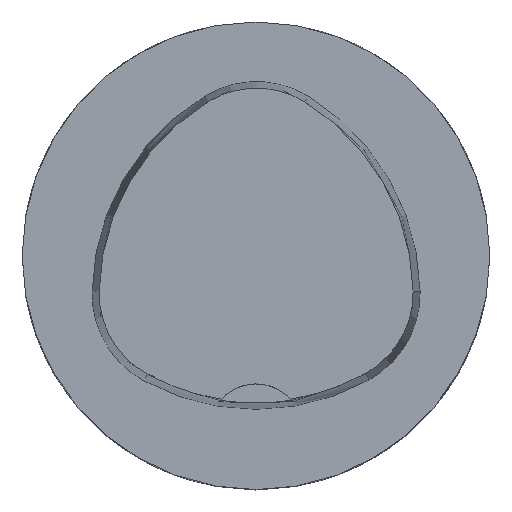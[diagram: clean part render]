
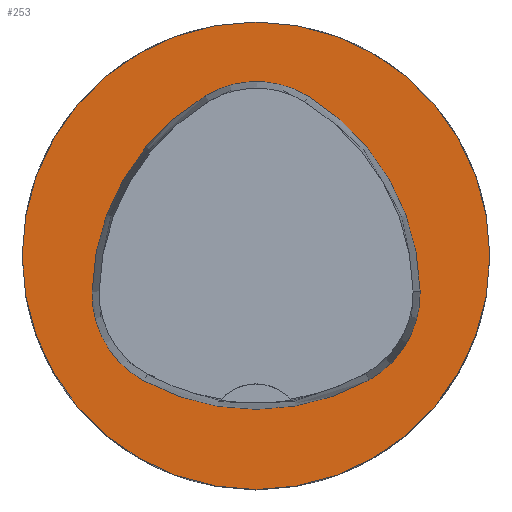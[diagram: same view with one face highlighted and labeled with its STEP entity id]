
A CAD part, top view. The second image highlights one B-rep face of the part: STEP entity #253.
In plain terms, the highlighted planar face has unit normal (0, 0, 1).
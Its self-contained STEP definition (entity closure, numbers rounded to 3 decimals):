
#253=ADVANCED_FACE('',(#485,#486),#306,.T.);
#306=PLANE('',#1379);
#485=FACE_BOUND('',#544,.T.);
#486=FACE_BOUND('',#545,.T.);
#544=EDGE_LOOP('',(#753,#754,#755,#756,#757,#758));
#545=EDGE_LOOP('',(#759));
#753=ORIENTED_EDGE('',*,*,#1124,.F.);
#754=ORIENTED_EDGE('',*,*,#1119,.F.);
#755=ORIENTED_EDGE('',*,*,#1114,.F.);
#756=ORIENTED_EDGE('',*,*,#1111,.F.);
#757=ORIENTED_EDGE('',*,*,#1108,.F.);
#758=ORIENTED_EDGE('',*,*,#1104,.F.);
#759=ORIENTED_EDGE('',*,*,#1127,.T.);
#977=VERTEX_POINT('',#2134);
#978=VERTEX_POINT('',#2135);
#981=VERTEX_POINT('',#2143);
#983=VERTEX_POINT('',#2149);
#985=VERTEX_POINT('',#2155);
#989=VERTEX_POINT('',#2168);
#993=VERTEX_POINT('',#2186);
#1104=EDGE_CURVE('',#977,#978,#1203,.T.);
#1108=EDGE_CURVE('',#978,#981,#1205,.T.);
#1111=EDGE_CURVE('',#981,#983,#1207,.T.);
#1114=EDGE_CURVE('',#983,#985,#1209,.T.);
#1119=EDGE_CURVE('',#985,#989,#1212,.T.);
#1124=EDGE_CURVE('',#989,#977,#1215,.T.);
#1127=EDGE_CURVE('',#993,#993,#1218,.T.);
#1203=CIRCLE('',#1356,20.);
#1205=CIRCLE('',#1359,8.5);
#1207=CIRCLE('',#1362,20.);
#1209=CIRCLE('',#1365,8.5);
#1212=CIRCLE('',#1369,20.);
#1215=CIRCLE('',#1373,8.5);
#1218=CIRCLE('',#1378,20.);
#1356=AXIS2_PLACEMENT_3D('',#2133,#1608,#1609);
#1359=AXIS2_PLACEMENT_3D('',#2142,#1616,#1617);
#1362=AXIS2_PLACEMENT_3D('',#2148,#1623,#1624);
#1365=AXIS2_PLACEMENT_3D('',#2154,#1630,#1631);
#1369=AXIS2_PLACEMENT_3D('',#2167,#1639,#1640);
#1373=AXIS2_PLACEMENT_3D('',#2180,#1648,#1649);
#1378=AXIS2_PLACEMENT_3D('',#2185,#1658,#1659);
#1379=AXIS2_PLACEMENT_3D('',#2187,#1660,#1661);
#1608=DIRECTION('',(0.,0.,1.));
#1609=DIRECTION('',(1.,0.,0.));
#1616=DIRECTION('',(0.,0.,1.));
#1617=DIRECTION('',(1.,0.,0.));
#1623=DIRECTION('',(0.,0.,1.));
#1624=DIRECTION('',(1.,0.,0.));
#1630=DIRECTION('',(0.,0.,1.));
#1631=DIRECTION('',(1.,0.,0.));
#1639=DIRECTION('',(0.,0.,1.));
#1640=DIRECTION('',(1.,0.,0.));
#1648=DIRECTION('',(0.,0.,1.));
#1649=DIRECTION('',(1.,0.,0.));
#1658=DIRECTION('',(0.,0.,1.));
#1659=DIRECTION('',(1.,0.,0.));
#1660=DIRECTION('',(0.,0.,1.));
#1661=DIRECTION('',(-1.,0.,0.));
#2133=CARTESIAN_POINT('',(-5.955,-3.414,0.));
#2134=CARTESIAN_POINT('',(14.041,-3.042,0.));
#2135=CARTESIAN_POINT('',(4.472,13.653,0.));
#2142=CARTESIAN_POINT('',(0.04,6.4,0.));
#2143=CARTESIAN_POINT('',(-4.347,13.68,0.));
#2148=CARTESIAN_POINT('',(5.976,-3.45,0.));
#2149=CARTESIAN_POINT('',(-14.021,-3.075,0.));
#2154=CARTESIAN_POINT('',(-5.522,-3.235,0.));
#2155=CARTESIAN_POINT('',(-9.588,-10.699,0.));
#2167=CARTESIAN_POINT('',(-0.022,6.864,0.));
#2168=CARTESIAN_POINT('',(9.655,-10.639,0.));
#2180=CARTESIAN_POINT('',(5.543,-3.2,0.));
#2185=CARTESIAN_POINT('',(0.,0.,0.));
#2186=CARTESIAN_POINT('',(20.,0.,0.));
#2187=CARTESIAN_POINT('',(0.,0.,0.));
